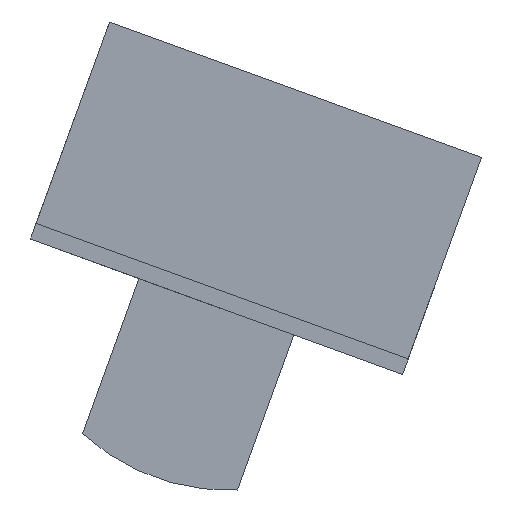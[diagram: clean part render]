
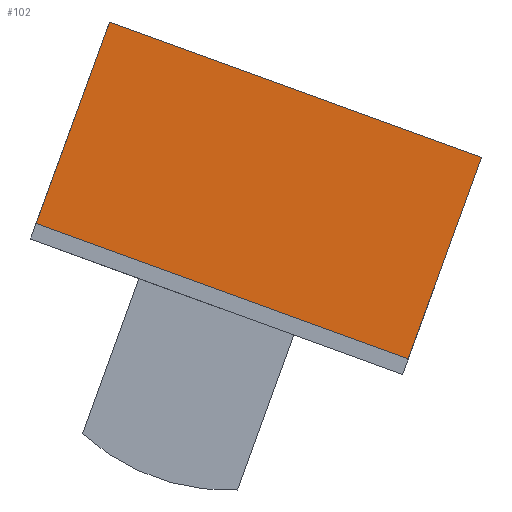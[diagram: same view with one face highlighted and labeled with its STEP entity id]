
A CAD part, left-side view. The second image highlights one B-rep face of the part: STEP entity #102.
In plain terms, the highlighted planar face has unit normal (-1, 0, 0).
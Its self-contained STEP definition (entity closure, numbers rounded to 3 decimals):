
#41=CARTESIAN_POINT('POINT5',(-10.84,68.403,
   -59.717));
#42=VERTEX_POINT('VERTEX5',#41);
#49=CARTESIAN_POINT('POINT6',(-10.84,57.127,
   -63.822));
#50=VERTEX_POINT('VERTEX6',#49);
#51=CARTESIAN_POINT('POS7',(-10.84,62.765,
   -61.769));
#52=DIRECTION('DIR8',(0.,0.94,
   0.342));
#53=VECTOR('VEC6',#52,1.);
#54=LINE('STRAIGHT6',#51,#53);
#55=EDGE_CURVE('EDGE6',#42,#50,#54,.F.);
#72=CARTESIAN_POINT('POINT7',(-10.84,70.626,
   -65.825));
#73=VERTEX_POINT('VERTEX7',#72);
#74=CARTESIAN_POINT('POS10',(-10.84,69.557,
   -62.889));
#75=DIRECTION('DIR12',(0.,0.342,
   -0.94));
#76=VECTOR('VEC8',#75,1.);
#77=LINE('STRAIGHT8',#74,#76);
#78=EDGE_CURVE('EDGE8',#73,#42,#77,.F.);
#79=ORIENTED_EDGE('COEDGE9',*,*,#78,.F.);
#80=CARTESIAN_POINT('POINT8',(-10.84,59.35,
   -69.93));
#81=VERTEX_POINT('VERTEX8',#80);
#82=CARTESIAN_POINT('POS11',(-10.84,64.988,
   -67.877));
#83=DIRECTION('DIR13',(0.,-0.94,
   -0.342));
#84=VECTOR('VEC9',#83,1.);
#85=LINE('STRAIGHT9',#82,#84);
#86=EDGE_CURVE('EDGE9',#73,#81,#85,.T.);
#87=ORIENTED_EDGE('COEDGE10',*,*,#86,.T.);
#88=CARTESIAN_POINT('POS12',(-10.84,58.281,
   -66.993));
#89=DIRECTION('DIR14',(0.,0.342,
   -0.94));
#90=VECTOR('VEC10',#89,1.);
#91=LINE('STRAIGHT10',#88,#90);
#92=EDGE_CURVE('EDGE10',#50,#81,#91,.T.);
#93=ORIENTED_EDGE('COEDGE11',*,*,#92,.F.);
#94=ORIENTED_EDGE('COEDGE12',*,*,#55,.F.);
#95=EDGE_LOOP('NONE',(#79,#87,#93,#94));
#96=FACE_BOUND('LOOP1',#95,.T.);
#97=CARTESIAN_POINT('POS13',(-10.84,63.877,
   -64.823));
#98=DIRECTION('DIR15',(-1.,0.,0.));
#99=DIRECTION('DIR16',(0.,1.,0.));
#100=AXIS2_PLACEMENT_3D('AXIS3',#97,#98,#99);
#101=PLANE('PLANE3',#100);
#102=ADVANCED_FACE('FACE3',(#96),#101,.T.);
